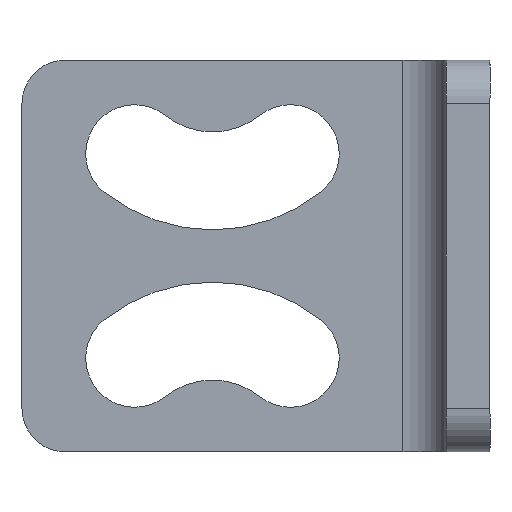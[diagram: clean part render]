
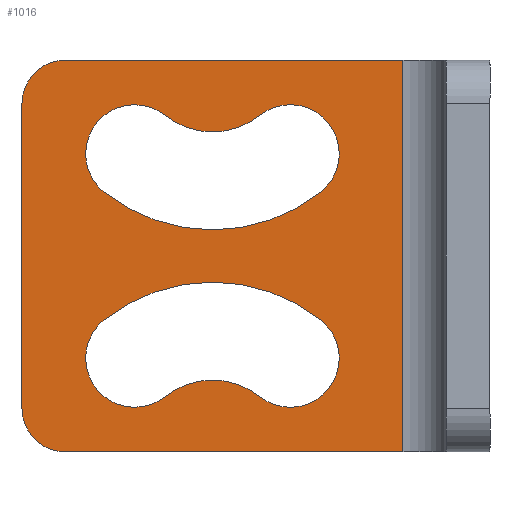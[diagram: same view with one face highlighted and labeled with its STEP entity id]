
A CAD part, front view. The second image highlights one B-rep face of the part: STEP entity #1016.
In plain terms, the highlighted planar face has unit normal (0, -1, 0).
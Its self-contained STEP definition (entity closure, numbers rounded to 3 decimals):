
#7 = DIRECTION ( 'NONE',  ( 0., 0., 1. ) ) ;
#50 = AXIS2_PLACEMENT_3D ( 'NONE', #739, #477, #821 ) ;
#61 = VERTEX_POINT ( 'NONE', #223 ) ;
#66 = AXIS2_PLACEMENT_3D ( 'NONE', #1002, #548, #126 ) ;
#67 = CIRCLE ( 'NONE', #331, 2.25 ) ;
#73 = DIRECTION ( 'NONE',  ( 0., -1., 0. ) ) ;
#83 = CARTESIAN_POINT ( 'NONE',  ( 0., -2., 59.931 ) ) ;
#87 = VERTEX_POINT ( 'NONE', #729 ) ;
#94 = LINE ( 'NONE', #771, #544 ) ;
#99 = DIRECTION ( 'NONE',  ( 1., 0., 0. ) ) ;
#115 = VERTEX_POINT ( 'NONE', #517 ) ;
#126 = DIRECTION ( 'NONE',  ( 1., 0., 0. ) ) ;
#146 = EDGE_CURVE ( 'NONE', #296, #745, #94, .T. ) ;
#150 = VERTEX_POINT ( 'NONE', #344 ) ;
#153 = CIRCLE ( 'NONE', #556, 2. ) ;
#160 = DIRECTION ( 'NONE',  ( -1., 0., 0. ) ) ;
#168 = DIRECTION ( 'NONE',  ( 0., -1., 0. ) ) ;
#171 = ORIENTED_EDGE ( 'NONE', *, *, #253, .T. ) ;
#173 = VERTEX_POINT ( 'NONE', #877 ) ;
#176 = VECTOR ( 'NONE', #160, 1000. ) ;
#181 = ORIENTED_EDGE ( 'NONE', *, *, #1024, .T. ) ;
#195 = AXIS2_PLACEMENT_3D ( 'NONE', #542, #883, #605 ) ;
#200 = DIRECTION ( 'NONE',  ( 1., 0., 0. ) ) ;
#204 = EDGE_CURVE ( 'NONE', #569, #906, #738, .T. ) ;
#205 = CARTESIAN_POINT ( 'NONE',  ( -16.325, -2., 13.7 ) ) ;
#213 = ORIENTED_EDGE ( 'NONE', *, *, #222, .T. ) ;
#216 = CARTESIAN_POINT ( 'NONE',  ( -9.175, -2., 4.3 ) ) ;
#219 = ORIENTED_EDGE ( 'NONE', *, *, #804, .F. ) ;
#222 = EDGE_CURVE ( 'NONE', #730, #906, #264, .T. ) ;
#223 = CARTESIAN_POINT ( 'NONE',  ( -19.5, -2., 0. ) ) ;
#231 = CIRCLE ( 'NONE', #705, 2.25 ) ;
#239 = VERTEX_POINT ( 'NONE', #970 ) ;
#253 = EDGE_CURVE ( 'NONE', #1042, #61, #827, .T. ) ;
#254 = CARTESIAN_POINT ( 'NONE',  ( -16.325, -2., 4.3 ) ) ;
#258 = CARTESIAN_POINT ( 'NONE',  ( -21.5, -2., 2. ) ) ;
#264 = CIRCLE ( 'NONE', #615, 7.989 ) ;
#283 = DIRECTION ( 'NONE',  ( 1., 0., 0. ) ) ;
#285 = ORIENTED_EDGE ( 'NONE', *, *, #146, .T. ) ;
#295 = EDGE_CURVE ( 'NONE', #87, #745, #694, .T. ) ;
#296 = VERTEX_POINT ( 'NONE', #464 ) ;
#298 = LINE ( 'NONE', #1083, #397 ) ;
#301 = DIRECTION ( 'NONE',  ( 1., 0., 0. ) ) ;
#331 = AXIS2_PLACEMENT_3D ( 'NONE', #567, #627, #908 ) ;
#333 = EDGE_CURVE ( 'NONE', #173, #150, #959, .T. ) ;
#341 = VERTEX_POINT ( 'NONE', #989 ) ;
#344 = CARTESIAN_POINT ( 'NONE',  ( -10.577, -2., 2.54 ) ) ;
#378 = CARTESIAN_POINT ( 'NONE',  ( -16.325, -2., 4.3 ) ) ;
#397 = VECTOR ( 'NONE', #897, 1000. ) ;
#406 = EDGE_CURVE ( 'NONE', #341, #1042, #298, .T. ) ;
#438 = ORIENTED_EDGE ( 'NONE', *, *, #406, .T. ) ;
#444 = EDGE_CURVE ( 'NONE', #115, #1066, #545, .T. ) ;
#460 = ORIENTED_EDGE ( 'NONE', *, *, #333, .F. ) ;
#464 = CARTESIAN_POINT ( 'NONE',  ( -4., -2., 0. ) ) ;
#471 = EDGE_CURVE ( 'NONE', #239, #150, #485, .T. ) ;
#477 = DIRECTION ( 'NONE',  ( 0., 1., 0. ) ) ;
#482 = DIRECTION ( 'NONE',  ( 1., 0., 0. ) ) ;
#485 = CIRCLE ( 'NONE', #993, 2.25 ) ;
#488 = CARTESIAN_POINT ( 'NONE',  ( -18.575, -2., 13.7 ) ) ;
#492 = EDGE_CURVE ( 'NONE', #115, #569, #632, .T. ) ;
#496 = VERTEX_POINT ( 'NONE', #841 ) ;
#500 = DIRECTION ( 'NONE',  ( 1., 0., 0. ) ) ;
#501 = DIRECTION ( 'NONE',  ( 0., -1., 0. ) ) ;
#505 = AXIS2_PLACEMENT_3D ( 'NONE', #743, #501, #482 ) ;
#509 = DIRECTION ( 'NONE',  ( 0., -1., 0. ) ) ;
#512 = EDGE_CURVE ( 'NONE', #239, #772, #1102, .T. ) ;
#517 = CARTESIAN_POINT ( 'NONE',  ( -14.923, -2., 15.46 ) ) ;
#533 = EDGE_LOOP ( 'NONE', ( #687, #181, #438, #171, #612, #285 ) ) ;
#542 = CARTESIAN_POINT ( 'NONE',  ( -19.5, -2., 2. ) ) ;
#544 = VECTOR ( 'NONE', #7, 1000. ) ;
#545 = CIRCLE ( 'NONE', #66, 3.489 ) ;
#548 = DIRECTION ( 'NONE',  ( 0., -1., 0. ) ) ;
#551 = DIRECTION ( 'NONE',  ( 1., 0., 0. ) ) ;
#556 = AXIS2_PLACEMENT_3D ( 'NONE', #826, #73, #736 ) ;
#567 = CARTESIAN_POINT ( 'NONE',  ( -9.175, -2., 13.7 ) ) ;
#569 = VERTEX_POINT ( 'NONE', #488 ) ;
#590 = EDGE_CURVE ( 'NONE', #296, #61, #1029, .T. ) ;
#605 = DIRECTION ( 'NONE',  ( 1., 0., 0. ) ) ;
#612 = ORIENTED_EDGE ( 'NONE', *, *, #590, .F. ) ;
#615 = AXIS2_PLACEMENT_3D ( 'NONE', #807, #782, #283 ) ;
#627 = DIRECTION ( 'NONE',  ( 0., -1., 0. ) ) ;
#632 = CIRCLE ( 'NONE', #849, 2.25 ) ;
#650 = ORIENTED_EDGE ( 'NONE', *, *, #999, .T. ) ;
#652 = DIRECTION ( 'NONE',  ( 0., 1., 0. ) ) ;
#687 = ORIENTED_EDGE ( 'NONE', *, *, #295, .F. ) ;
#694 = LINE ( 'NONE', #862, #810 ) ;
#699 = AXIS2_PLACEMENT_3D ( 'NONE', #254, #652, #754 ) ;
#703 = AXIS2_PLACEMENT_3D ( 'NONE', #205, #791, #200 ) ;
#705 = AXIS2_PLACEMENT_3D ( 'NONE', #378, #726, #301 ) ;
#712 = ORIENTED_EDGE ( 'NONE', *, *, #204, .F. ) ;
#725 = EDGE_LOOP ( 'NONE', ( #219, #213, #712, #960, #1044 ) ) ;
#726 = DIRECTION ( 'NONE',  ( 0., 1., 0. ) ) ;
#728 = DIRECTION ( 'NONE',  ( 0., 1., 0. ) ) ;
#729 = CARTESIAN_POINT ( 'NONE',  ( -19.5, -2., 18. ) ) ;
#730 = VERTEX_POINT ( 'NONE', #963 ) ;
#731 = CARTESIAN_POINT ( 'NONE',  ( -17.727, -2., 11.94 ) ) ;
#736 = DIRECTION ( 'NONE',  ( 1., 0., 0. ) ) ;
#738 = CIRCLE ( 'NONE', #703, 2.25 ) ;
#739 = CARTESIAN_POINT ( 'NONE',  ( -12.75, -2., -0.189 ) ) ;
#743 = CARTESIAN_POINT ( 'NONE',  ( -12.75, -2., -0.189 ) ) ;
#745 = VERTEX_POINT ( 'NONE', #1043 ) ;
#754 = DIRECTION ( 'NONE',  ( 1., 0., 0. ) ) ;
#771 = CARTESIAN_POINT ( 'NONE',  ( -4., -2., 18. ) ) ;
#772 = VERTEX_POINT ( 'NONE', #974 ) ;
#782 = DIRECTION ( 'NONE',  ( 0., 1., 0. ) ) ;
#784 = ORIENTED_EDGE ( 'NONE', *, *, #876, .T. ) ;
#791 = DIRECTION ( 'NONE',  ( 0., -1., 0. ) ) ;
#804 = EDGE_CURVE ( 'NONE', #730, #1066, #67, .T. ) ;
#807 = CARTESIAN_POINT ( 'NONE',  ( -12.75, -2., 18.189 ) ) ;
#810 = VECTOR ( 'NONE', #99, 1000. ) ;
#821 = DIRECTION ( 'NONE',  ( 1., 0., 0. ) ) ;
#826 = CARTESIAN_POINT ( 'NONE',  ( -19.5, -2., 16. ) ) ;
#827 = CIRCLE ( 'NONE', #195, 2. ) ;
#833 = FACE_BOUND ( 'NONE', #866, .T. ) ;
#841 = CARTESIAN_POINT ( 'NONE',  ( -18.575, -2., 4.3 ) ) ;
#849 = AXIS2_PLACEMENT_3D ( 'NONE', #1023, #509, #916 ) ;
#854 = FACE_OUTER_BOUND ( 'NONE', #533, .T. ) ;
#857 = ORIENTED_EDGE ( 'NONE', *, *, #471, .T. ) ;
#862 = CARTESIAN_POINT ( 'NONE',  ( 0., -2., 18. ) ) ;
#864 = CARTESIAN_POINT ( 'NONE',  ( -10.577, -2., 15.46 ) ) ;
#866 = EDGE_LOOP ( 'NONE', ( #460, #650, #784, #920, #857 ) ) ;
#876 = EDGE_CURVE ( 'NONE', #496, #772, #231, .T. ) ;
#877 = CARTESIAN_POINT ( 'NONE',  ( -14.923, -2., 2.54 ) ) ;
#883 = DIRECTION ( 'NONE',  ( 0., -1., 0. ) ) ;
#897 = DIRECTION ( 'NONE',  ( 0., 0., -1. ) ) ;
#906 = VERTEX_POINT ( 'NONE', #731 ) ;
#908 = DIRECTION ( 'NONE',  ( 1., 0., 0. ) ) ;
#916 = DIRECTION ( 'NONE',  ( 1., 0., 0. ) ) ;
#920 = ORIENTED_EDGE ( 'NONE', *, *, #512, .F. ) ;
#924 = CARTESIAN_POINT ( 'NONE',  ( 0., -2., 0. ) ) ;
#940 = AXIS2_PLACEMENT_3D ( 'NONE', #83, #168, #500 ) ;
#941 = PLANE ( 'NONE',  #940 ) ;
#955 = CIRCLE ( 'NONE', #699, 2.25 ) ;
#959 = CIRCLE ( 'NONE', #50, 3.489 ) ;
#960 = ORIENTED_EDGE ( 'NONE', *, *, #492, .F. ) ;
#963 = CARTESIAN_POINT ( 'NONE',  ( -7.773, -2., 11.94 ) ) ;
#970 = CARTESIAN_POINT ( 'NONE',  ( -7.773, -2., 6.06 ) ) ;
#974 = CARTESIAN_POINT ( 'NONE',  ( -17.727, -2., 6.06 ) ) ;
#989 = CARTESIAN_POINT ( 'NONE',  ( -21.5, -2., 16. ) ) ;
#993 = AXIS2_PLACEMENT_3D ( 'NONE', #216, #728, #551 ) ;
#999 = EDGE_CURVE ( 'NONE', #173, #496, #955, .T. ) ;
#1002 = CARTESIAN_POINT ( 'NONE',  ( -12.75, -2., 18.189 ) ) ;
#1016 = ADVANCED_FACE ( 'NONE', ( #833, #854, #1101 ), #941, .T. ) ;
#1023 = CARTESIAN_POINT ( 'NONE',  ( -16.325, -2., 13.7 ) ) ;
#1024 = EDGE_CURVE ( 'NONE', #87, #341, #153, .T. ) ;
#1029 = LINE ( 'NONE', #924, #176 ) ;
#1042 = VERTEX_POINT ( 'NONE', #258 ) ;
#1043 = CARTESIAN_POINT ( 'NONE',  ( -4., -2., 18. ) ) ;
#1044 = ORIENTED_EDGE ( 'NONE', *, *, #444, .T. ) ;
#1066 = VERTEX_POINT ( 'NONE', #864 ) ;
#1083 = CARTESIAN_POINT ( 'NONE',  ( -21.5, -2., 59.931 ) ) ;
#1101 = FACE_BOUND ( 'NONE', #725, .T. ) ;
#1102 = CIRCLE ( 'NONE', #505, 7.989 ) ;
